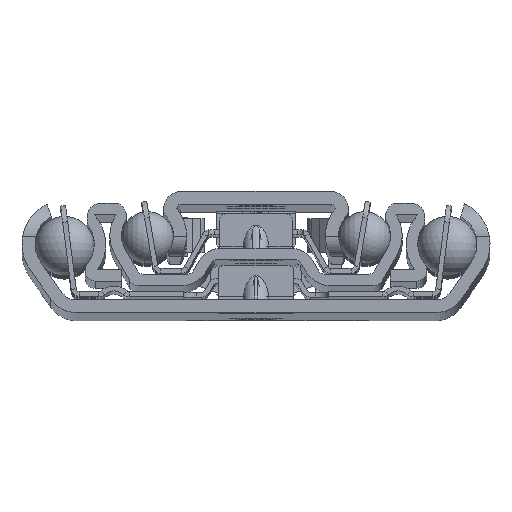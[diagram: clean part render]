
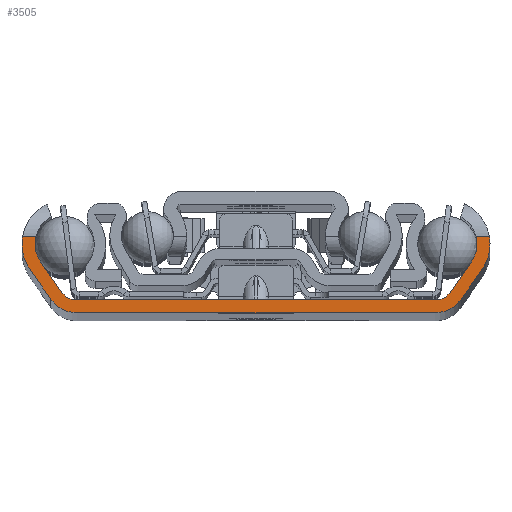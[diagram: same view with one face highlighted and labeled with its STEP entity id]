
A CAD part, top view. The second image highlights one B-rep face of the part: STEP entity #3505.
In plain terms, the highlighted planar face has unit normal (0, 0, 1).
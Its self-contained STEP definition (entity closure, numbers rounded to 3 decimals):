
#36=DIRECTION('',(-1.,0.,0.));
#37=VECTOR('',#36,2.014);
#38=CARTESIAN_POINT('',(-33.346,11.5,0.));
#39=LINE('',#38,#37);
#40=CARTESIAN_POINT('',(-28.725,10.4,0.));
#41=DIRECTION('',(0.,0.,-1.));
#42=DIRECTION('',(-0.819,-0.574,0.));
#43=AXIS2_PLACEMENT_3D('',#40,#41,#42);
#45=DIRECTION('',(-0.574,0.819,0.));
#46=VECTOR('',#45,5.757);
#47=CARTESIAN_POINT('',(-29.314,2.959,0.));
#48=LINE('',#47,#46);
#49=CARTESIAN_POINT('',(-27.471,4.25,0.));
#50=DIRECTION('',(0.,0.,-1.));
#51=DIRECTION('',(0.,-1.,0.));
#52=AXIS2_PLACEMENT_3D('',#49,#50,#51);
#54=DIRECTION('',(-1.,0.,0.));
#55=VECTOR('',#54,54.941);
#56=CARTESIAN_POINT('',(27.471,2.,0.));
#57=LINE('',#56,#55);
#58=CARTESIAN_POINT('',(27.471,4.25,0.));
#59=DIRECTION('',(0.,0.,-1.));
#60=DIRECTION('',(0.819,-0.574,0.));
#61=AXIS2_PLACEMENT_3D('',#58,#59,#60);
#63=DIRECTION('',(-0.574,-0.819,0.));
#64=VECTOR('',#63,5.757);
#65=CARTESIAN_POINT('',(32.616,7.676,0.));
#66=LINE('',#65,#64);
#67=CARTESIAN_POINT('',(28.725,10.4,0.));
#68=DIRECTION('',(0.,0.,-1.));
#69=DIRECTION('',(0.973,0.232,0.));
#70=AXIS2_PLACEMENT_3D('',#67,#68,#69);
#72=DIRECTION('',(-1.,0.,0.));
#73=VECTOR('',#72,2.014);
#74=CARTESIAN_POINT('',(35.359,11.5,0.));
#75=LINE('',#74,#73);
#76=CARTESIAN_POINT('',(28.725,10.4,0.));
#77=DIRECTION('',(0.,0.,1.));
#78=DIRECTION('',(0.819,-0.574,0.));
#79=AXIS2_PLACEMENT_3D('',#76,#77,#78);
#81=DIRECTION('',(0.574,0.819,0.));
#82=VECTOR('',#81,5.514);
#83=CARTESIAN_POINT('',(31.071,2.026,0.));
#84=LINE('',#83,#82);
#85=CARTESIAN_POINT('',(27.18,4.75,0.));
#86=DIRECTION('',(0.,0.,1.));
#87=DIRECTION('',(0.,-1.,0.));
#88=AXIS2_PLACEMENT_3D('',#85,#86,#87);
#90=DIRECTION('',(1.,0.,0.));
#91=VECTOR('',#90,54.36);
#92=CARTESIAN_POINT('',(-27.18,0.,0.));
#93=LINE('',#92,#91);
#94=CARTESIAN_POINT('',(-27.18,4.75,0.));
#95=DIRECTION('',(0.,0.,1.));
#96=DIRECTION('',(-0.819,-0.574,0.));
#97=AXIS2_PLACEMENT_3D('',#94,#95,#96);
#99=DIRECTION('',(0.574,-0.819,0.));
#100=VECTOR('',#99,5.514);
#101=CARTESIAN_POINT('',(-34.234,6.543,0.));
#102=LINE('',#101,#100);
#103=CARTESIAN_POINT('',(-28.725,10.4,0.));
#104=DIRECTION('',(0.,0.,1.));
#105=DIRECTION('',(-0.987,0.164,0.));
#106=AXIS2_PLACEMENT_3D('',#103,#104,#105);
#2862=CARTESIAN_POINT('',(-27.471,2.,0.));
#2863=CARTESIAN_POINT('',(-29.314,2.959,0.));
#2864=VERTEX_POINT('',#2862);
#2865=VERTEX_POINT('',#2863);
#2866=CARTESIAN_POINT('',(-32.616,7.676,0.));
#2867=VERTEX_POINT('',#2866);
#2868=CARTESIAN_POINT('',(-34.234,6.543,0.));
#2869=CARTESIAN_POINT('',(-31.071,2.026,0.));
#2870=VERTEX_POINT('',#2868);
#2871=VERTEX_POINT('',#2869);
#2872=CARTESIAN_POINT('',(-27.18,0.,0.));
#2873=VERTEX_POINT('',#2872);
#2874=CARTESIAN_POINT('',(27.18,0.,0.));
#2875=VERTEX_POINT('',#2874);
#2876=CARTESIAN_POINT('',(31.071,2.026,0.));
#2877=VERTEX_POINT('',#2876);
#2878=CARTESIAN_POINT('',(34.234,6.543,0.));
#2879=VERTEX_POINT('',#2878);
#2880=CARTESIAN_POINT('',(32.616,7.676,0.));
#2881=CARTESIAN_POINT('',(29.314,2.959,0.));
#2882=VERTEX_POINT('',#2880);
#2883=VERTEX_POINT('',#2881);
#2884=CARTESIAN_POINT('',(27.471,2.,0.));
#2885=VERTEX_POINT('',#2884);
#2918=CARTESIAN_POINT('',(-33.346,11.5,0.));
#2919=CARTESIAN_POINT('',(-35.359,11.5,0.));
#2920=VERTEX_POINT('',#2918);
#2921=VERTEX_POINT('',#2919);
#2922=CARTESIAN_POINT('',(35.359,11.5,0.));
#2923=CARTESIAN_POINT('',(33.346,11.5,0.));
#2924=VERTEX_POINT('',#2922);
#2925=VERTEX_POINT('',#2923);
#3466=CARTESIAN_POINT('',(0.,0.,0.));
#3467=DIRECTION('',(0.,0.,1.));
#3468=DIRECTION('',(1.,0.,0.));
#3469=AXIS2_PLACEMENT_3D('',#3466,#3467,#3468);
#3470=PLANE('',#3469);
#3472=ORIENTED_EDGE('',*,*,#3471,.F.);
#3474=ORIENTED_EDGE('',*,*,#3473,.F.);
#3476=ORIENTED_EDGE('',*,*,#3475,.F.);
#3478=ORIENTED_EDGE('',*,*,#3477,.F.);
#3480=ORIENTED_EDGE('',*,*,#3479,.F.);
#3482=ORIENTED_EDGE('',*,*,#3481,.F.);
#3484=ORIENTED_EDGE('',*,*,#3483,.F.);
#3486=ORIENTED_EDGE('',*,*,#3485,.F.);
#3488=ORIENTED_EDGE('',*,*,#3487,.F.);
#3490=ORIENTED_EDGE('',*,*,#3489,.F.);
#3492=ORIENTED_EDGE('',*,*,#3491,.F.);
#3494=ORIENTED_EDGE('',*,*,#3493,.F.);
#3496=ORIENTED_EDGE('',*,*,#3495,.F.);
#3498=ORIENTED_EDGE('',*,*,#3497,.F.);
#3500=ORIENTED_EDGE('',*,*,#3499,.F.);
#3502=ORIENTED_EDGE('',*,*,#3501,.F.);
#3503=EDGE_LOOP('',(#3472,#3474,#3476,#3478,#3480,#3482,#3484,#3486,#3488,#3490,
#3492,#3494,#3496,#3498,#3500,#3502));
#3504=FACE_OUTER_BOUND('',#3503,.F.);
#3505=ADVANCED_FACE('',(#3504),#3470,.T.);
#44=CIRCLE('',#43,4.75);
#53=CIRCLE('',#52,2.25);
#62=CIRCLE('',#61,2.25);
#71=CIRCLE('',#70,4.75);
#80=CIRCLE('',#79,6.725);
#89=CIRCLE('',#88,4.75);
#98=CIRCLE('',#97,4.75);
#107=CIRCLE('',#106,6.725);
#3471=EDGE_CURVE('',#2920,#2921,#39,.T.);
#3473=EDGE_CURVE('',#2867,#2920,#44,.T.);
#3475=EDGE_CURVE('',#2865,#2867,#48,.T.);
#3477=EDGE_CURVE('',#2864,#2865,#53,.T.);
#3479=EDGE_CURVE('',#2885,#2864,#57,.T.);
#3481=EDGE_CURVE('',#2883,#2885,#62,.T.);
#3483=EDGE_CURVE('',#2882,#2883,#66,.T.);
#3485=EDGE_CURVE('',#2925,#2882,#71,.T.);
#3487=EDGE_CURVE('',#2924,#2925,#75,.T.);
#3489=EDGE_CURVE('',#2879,#2924,#80,.T.);
#3491=EDGE_CURVE('',#2877,#2879,#84,.T.);
#3493=EDGE_CURVE('',#2875,#2877,#89,.T.);
#3495=EDGE_CURVE('',#2873,#2875,#93,.T.);
#3497=EDGE_CURVE('',#2871,#2873,#98,.T.);
#3499=EDGE_CURVE('',#2870,#2871,#102,.T.);
#3501=EDGE_CURVE('',#2921,#2870,#107,.T.);
